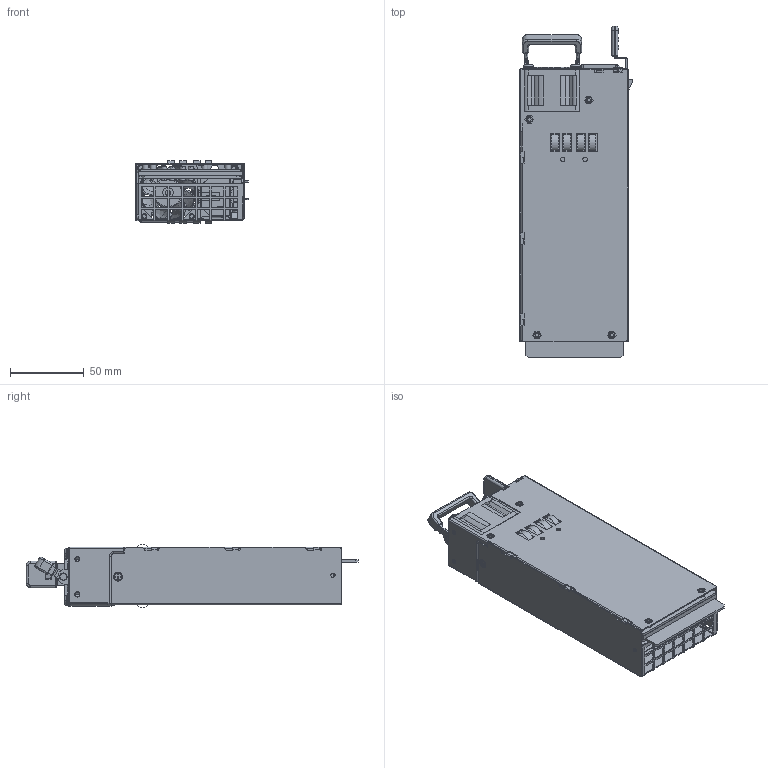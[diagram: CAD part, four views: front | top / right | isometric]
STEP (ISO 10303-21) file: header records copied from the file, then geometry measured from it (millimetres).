
FILE_DESCRIPTION((''),'2;1');
FILE_NAME('U1A-D1XXXX-DRB-Z__ASM','2020-08-27T',('IPC39'),(''),'PRO/ENGINEER BY PARAMETRIC TECHNOLOGY CORPORATION, 2010480','PRO/ENGINEER BY PARAMETRIC TECHNOLOGY CORPORATION, 2010480','');
FILE_SCHEMA(('AUTOMOTIVE_DESIGN { 1 2 10303 214 0 1 1 1 }'));
Products named in the file (39): MANIFOLD_SOLID_BREP_228765_1_2; MANIFOLD_SOLID_BREP_231349_1_2; MANIFOLD_SOLID_BREP_231602_1_2; MANIFOLD_SOLID_BREP_231855_1_2; MANIFOLD_SOLID_BREP_232108_1_2; TANPAN-9_2_2; LUOZHU_1_2; U1A-D1XXXX-DRB-XIAGAI_1_ASM_1_A_ASM; DCTANPIAN_1_1_1_2; JIAOTAO_1_1_1_2; DCTANPIAN-1_ASM_1_ASM_1_ASM_2_ASM; MAODING-2_1_2; LASHOU_1_1_2; LASHOUJIAOTAO_AF0_1_1_2; LASHOU_ASM_1_ASM_1_ASM_2_ASM; MAODING-1_1_2; BV40FENGSHAN-28_1_1_2; LUO-01_1_2; MANIFOLD_SOLID_BREP_236161_2_2; MANIFOLD_SOLID_BREP_236279_1_2; MANIFOLD_SOLID_BREP_236397_1_2; MANIFOLD_SOLID_BREP_236515_1_2; MANIFOLD_SOLID_BREP_236633_1_2; 8888_1_1_2; U1ACZUO_1_ASM_1_ASM_2_ASM; LEDZUO-A1_1_1_2; LEDDENG_1_1_2; ZHUBAN_4_2; JIADAN-01_1_2; TONGQIAO_GOLDENFINGER_1_2; GOLDFINGER_2_2; PCBZULI_ASM_45_ASM_2_ASM; U1A-D1XXXX-DRB-SHANGGAI_9-1_1_2; SHANGGAIZUHE_ASM_1_ASM_2_ASM; JIAOPAN_1_2; BVBINGTOULUOSI_1_1_1_2; U1A-D1XXXX-DRB_AF1_ASM_1_ASM_7__ASM; U1A-D10800-DRB-Z_ASM_1_ASM; U1A-D1XXXX-DRB-Z__ASM
Assembly tree (51 placements, depth 5):
  U1A-D1XXXX-DRB-Z__ASM
    U1A-D10800-DRB-Z_ASM_1_ASM
      U1A-D1XXXX-DRB_AF1_ASM_1_ASM_7__ASM
        U1A-D1XXXX-DRB-XIAGAI_1_ASM_1_A_ASM
          MANIFOLD_SOLID_BREP_228765_1_2
          MANIFOLD_SOLID_BREP_231349_1_2
          MANIFOLD_SOLID_BREP_231602_1_2
          MANIFOLD_SOLID_BREP_231855_1_2
          MANIFOLD_SOLID_BREP_232108_1_2
          TANPAN-9_2_2
          LUOZHU_1_2  x4
        DCTANPIAN-1_ASM_1_ASM_1_ASM_2_ASM
          DCTANPIAN_1_1_1_2
          JIAOTAO_1_1_1_2
        MAODING-2_1_2  x2
        LASHOU_ASM_1_ASM_1_ASM_2_ASM
          LASHOU_1_1_2
          LASHOUJIAOTAO_AF0_1_1_2
        MAODING-1_1_2  x2
        BV40FENGSHAN-28_1_1_2
        LUO-01_1_2  x4
        U1ACZUO_1_ASM_1_ASM_2_ASM
          MANIFOLD_SOLID_BREP_236161_2_2
          MANIFOLD_SOLID_BREP_236279_1_2
          MANIFOLD_SOLID_BREP_236397_1_2
          MANIFOLD_SOLID_BREP_236515_1_2
          MANIFOLD_SOLID_BREP_236633_1_2
          8888_1_1_2
        LEDZUO-A1_1_1_2
        LEDDENG_1_1_2
        PCBZULI_ASM_45_ASM_2_ASM
          ZHUBAN_4_2
          JIADAN-01_1_2
          TONGQIAO_GOLDENFINGER_1_2  x4
          GOLDFINGER_2_2
        SHANGGAIZUHE_ASM_1_ASM_2_ASM
          U1A-D1XXXX-DRB-SHANGGAI_9-1_1_2
          TANPAN-9_2_2
        JIAOPAN_1_2
        BVBINGTOULUOSI_1_1_1_2  x2
Bounding box: 76.3 x 224.8 x 42.55 mm (x, y, z)
Volume: 80687.3 mm3; surface area: 150375.1 mm2
Topology: 43 solids, 52 shells, 2629 faces, 7310 edges, 4760 vertices
Faces by surface type: plane 1148, cylinder 800, bspline 474, torus 105, cone 100, sphere 2
Entity records: 85766 total; most frequent: CARTESIAN_POINT 29287, ORIENTED_EDGE 11337, DIRECTION 10625, EDGE_CURVE 5679, VERTEX_POINT 3717, AXIS2_PLACEMENT_3D 3630, VECTOR 3365, LINE 3365
